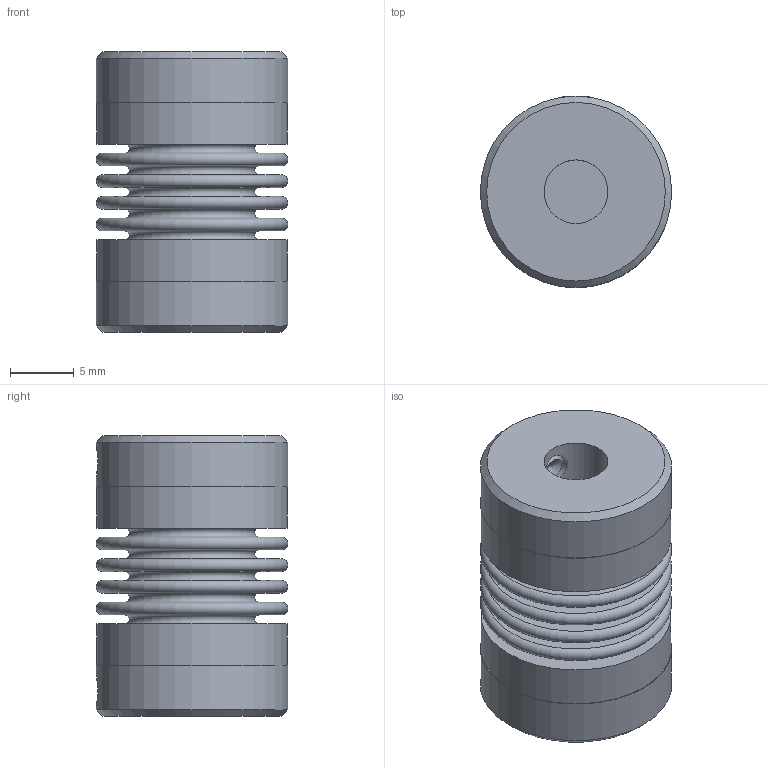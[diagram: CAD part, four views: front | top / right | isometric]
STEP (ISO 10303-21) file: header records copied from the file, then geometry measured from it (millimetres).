
FILE_DESCRIPTION( ( 'STEP AP203' ), '1' );
FILE_NAME( '530085_EAMC-B-15-22-5-5_2_03.stp', ' ', ( ' ' ), ( ' ' ), 'PSStep 15.0.47', 'PARTsolutions', ' ' );
FILE_SCHEMA( ( 'CONFIG_CONTROL_DESIGN' ) );
Length unit declared in the file: millimetre
Products named in the file (1): _530085 EAMC-B-15-22-5-5
Bounding box: 15 x 15 x 22 mm (x, y, z)
Volume: 3212.6 mm3; surface area: 2447 mm2
Topology: 1 solids, 1 shells, 63 faces, 124 edges, 81 vertices
Faces by surface type: plane 32, cone 12, cylinder 10, torus 9
Full cylindrical faces by diameter (mm): 2.459 x4, 5 x2, 14.9 x2, 15 x2
Entity records: 1618 total; most frequent: CARTESIAN_POINT 380, DIRECTION 252, ORIENTED_EDGE 180, AXIS2_PLACEMENT_3D 108, EDGE_LOOP 108, EDGE_CURVE 90, FACE_OUTER_BOUND 82, VERTEX_POINT 80
